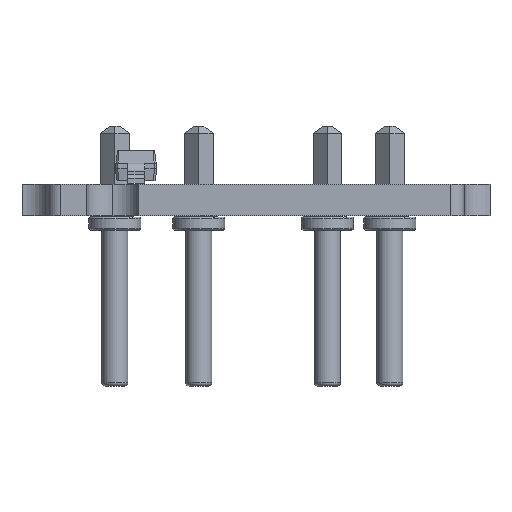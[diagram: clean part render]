
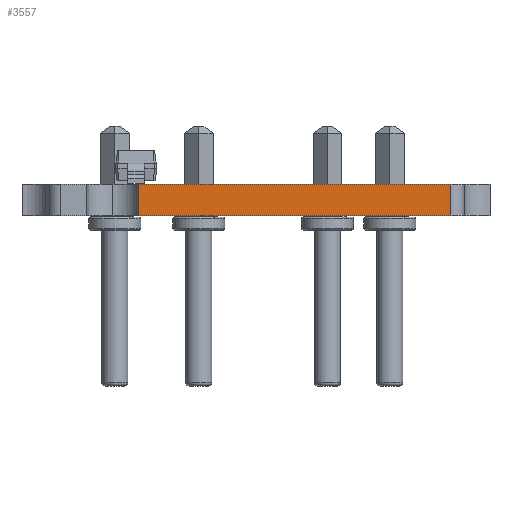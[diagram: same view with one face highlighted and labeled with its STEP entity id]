
A CAD part, left-side view. The second image highlights one B-rep face of the part: STEP entity #3557.
In plain terms, the highlighted planar face has unit normal (-1, 0, 0).
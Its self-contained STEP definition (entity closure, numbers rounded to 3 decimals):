
#2582 = VERTEX_POINT('',#2583);
#2583 = CARTESIAN_POINT('',(-6.85,-7.5,0.));
#2590 = EDGE_CURVE('',#2582,#2591,#2593,.T.);
#2591 = VERTEX_POINT('',#2592);
#2592 = CARTESIAN_POINT('',(-6.85,4.5,0.));
#2593 = LINE('',#2594,#2595);
#2594 = CARTESIAN_POINT('',(-6.85,-7.5,0.));
#2595 = VECTOR('',#2596,1.);
#2596 = DIRECTION('',(0.,1.,0.));
#3018 = VERTEX_POINT('',#3019);
#3019 = CARTESIAN_POINT('',(-6.85,-7.5,1.2));
#3026 = EDGE_CURVE('',#3018,#3027,#3029,.T.);
#3027 = VERTEX_POINT('',#3028);
#3028 = CARTESIAN_POINT('',(-6.85,4.5,1.2));
#3029 = LINE('',#3030,#3031);
#3030 = CARTESIAN_POINT('',(-6.85,-7.5,1.2));
#3031 = VECTOR('',#3032,1.);
#3032 = DIRECTION('',(0.,1.,0.));
#3527 = EDGE_CURVE('',#2591,#3027,#3528,.T.);
#3528 = LINE('',#3529,#3530);
#3529 = CARTESIAN_POINT('',(-6.85,4.5,0.));
#3530 = VECTOR('',#3531,1.);
#3531 = DIRECTION('',(0.,0.,1.));
#3557 = ADVANCED_FACE('',(#3558),#3569,.T.);
#3558 = FACE_BOUND('',#3559,.T.);
#3559 = EDGE_LOOP('',(#3560,#3566,#3567,#3568));
#3560 = ORIENTED_EDGE('',*,*,#3561,.T.);
#3561 = EDGE_CURVE('',#2582,#3018,#3562,.T.);
#3562 = LINE('',#3563,#3564);
#3563 = CARTESIAN_POINT('',(-6.85,-7.5,0.));
#3564 = VECTOR('',#3565,1.);
#3565 = DIRECTION('',(0.,0.,1.));
#3566 = ORIENTED_EDGE('',*,*,#3026,.T.);
#3567 = ORIENTED_EDGE('',*,*,#3527,.F.);
#3568 = ORIENTED_EDGE('',*,*,#2590,.F.);
#3569 = PLANE('',#3570);
#3570 = AXIS2_PLACEMENT_3D('',#3571,#3572,#3573);
#3571 = CARTESIAN_POINT('',(-6.85,-7.5,0.));
#3572 = DIRECTION('',(-1.,0.,0.));
#3573 = DIRECTION('',(0.,1.,0.));
